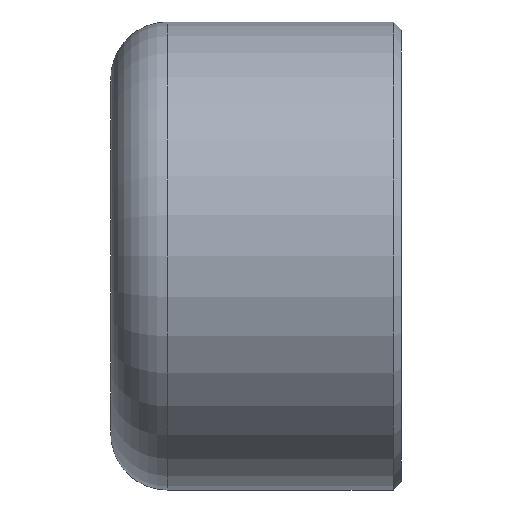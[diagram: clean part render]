
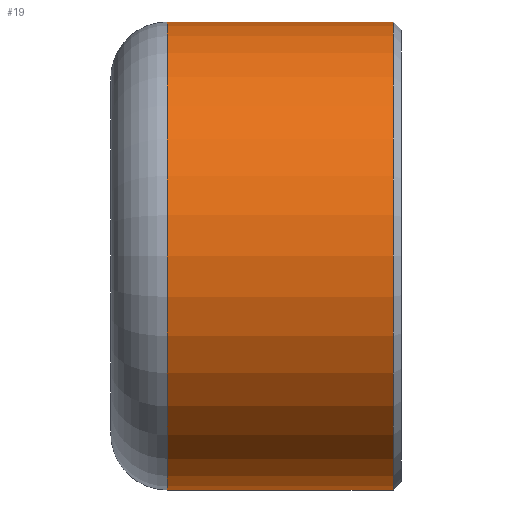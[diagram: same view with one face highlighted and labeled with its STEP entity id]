
A CAD part, left-side view. The second image highlights one B-rep face of the part: STEP entity #19.
In plain terms, the highlighted cylindrical face has radius 14.5 mm (diameter 29 mm), a partial arc.
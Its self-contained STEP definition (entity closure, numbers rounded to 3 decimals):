
#2 = CIRCLE ( 'NONE', #301, 14.5 ) ;
#19 = ADVANCED_FACE ( 'NONE', ( #785 ), #108, .T. ) ;
#32 = EDGE_CURVE ( 'NONE', #563, #203, #72, .T. ) ;
#36 = ORIENTED_EDGE ( 'NONE', *, *, #567, .T. ) ;
#72 = LINE ( 'NONE', #715, #151 ) ;
#93 = VERTEX_POINT ( 'NONE', #635 ) ;
#108 = CYLINDRICAL_SURFACE ( 'NONE', #392, 14.5 ) ;
#112 = VERTEX_POINT ( 'NONE', #608 ) ;
#122 = EDGE_LOOP ( 'NONE', ( #268, #831, #36, #472 ) ) ;
#151 = VECTOR ( 'NONE', #720, 1000. ) ;
#203 = VERTEX_POINT ( 'NONE', #579 ) ;
#220 = AXIS2_PLACEMENT_3D ( 'NONE', #306, #304, #303 ) ;
#255 = DIRECTION ( 'NONE',  ( 0., 1., 0. ) ) ;
#257 = CARTESIAN_POINT ( 'NONE',  ( 0., 21.12, 14.5 ) ) ;
#268 = ORIENTED_EDGE ( 'NONE', *, *, #32, .F. ) ;
#288 = CARTESIAN_POINT ( 'NONE',  ( 0., 0.5, -14.5 ) ) ;
#301 = AXIS2_PLACEMENT_3D ( 'NONE', #556, #555, #554 ) ;
#303 = DIRECTION ( 'NONE',  ( 0., 0., -1. ) ) ;
#304 = DIRECTION ( 'NONE',  ( 0., 1., 0. ) ) ;
#306 = CARTESIAN_POINT ( 'NONE',  ( 0., 0.5, 0. ) ) ;
#345 = EDGE_CURVE ( 'NONE', #93, #203, #2, .T. ) ;
#392 = AXIS2_PLACEMENT_3D ( 'NONE', #759, #756, #760 ) ;
#472 = ORIENTED_EDGE ( 'NONE', *, *, #345, .T. ) ;
#490 = EDGE_CURVE ( 'NONE', #563, #112, #852, .T. ) ;
#554 = DIRECTION ( 'NONE',  ( 0., 0., 1. ) ) ;
#555 = DIRECTION ( 'NONE',  ( 0., -1., 0. ) ) ;
#556 = CARTESIAN_POINT ( 'NONE',  ( 0., 14.5, 0. ) ) ;
#563 = VERTEX_POINT ( 'NONE', #288 ) ;
#567 = EDGE_CURVE ( 'NONE', #112, #93, #837, .T. ) ;
#579 = CARTESIAN_POINT ( 'NONE',  ( 0., 14.5, -14.5 ) ) ;
#608 = CARTESIAN_POINT ( 'NONE',  ( 0., 0.5, 14.5 ) ) ;
#635 = CARTESIAN_POINT ( 'NONE',  ( 0., 14.5, 14.5 ) ) ;
#715 = CARTESIAN_POINT ( 'NONE',  ( 0., 21.12, -14.5 ) ) ;
#720 = DIRECTION ( 'NONE',  ( 0., 1., 0. ) ) ;
#756 = DIRECTION ( 'NONE',  ( 0., 1., 0. ) ) ;
#759 = CARTESIAN_POINT ( 'NONE',  ( 0., 21.12, 0. ) ) ;
#760 = DIRECTION ( 'NONE',  ( 0., 0., 1. ) ) ;
#785 = FACE_OUTER_BOUND ( 'NONE', #122, .T. ) ;
#831 = ORIENTED_EDGE ( 'NONE', *, *, #490, .T. ) ;
#836 = VECTOR ( 'NONE', #255, 1000. ) ;
#837 = LINE ( 'NONE', #257, #836 ) ;
#852 = CIRCLE ( 'NONE', #220, 14.5 ) ;
